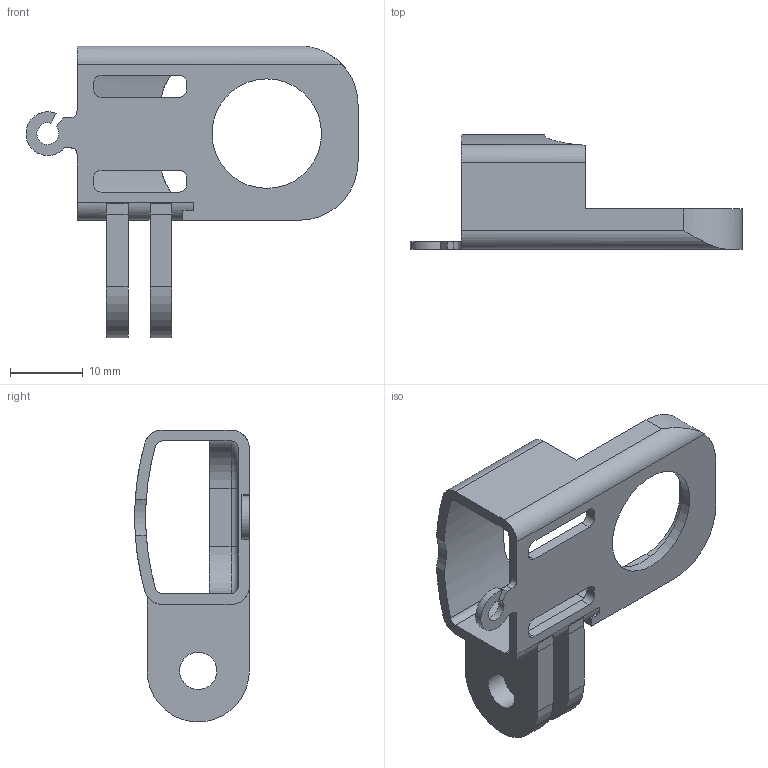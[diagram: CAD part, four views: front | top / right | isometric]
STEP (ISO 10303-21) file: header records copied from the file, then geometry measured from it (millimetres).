
FILE_DESCRIPTION(/* description */ (''),/* implementation_level */ '2;1');
FILE_NAME(/* name */ 'GoPro標準マウント改.step',/* time_stamp */ '2022-08-28T16:00:27+09:00',/* author */ (''),/* organization */ (''),/* preprocessor_version */ 'ST-DEVELOPER v19',/* originating_system */ 'Autodesk Translation Framework v11.7.0.108',/* authorisation */ '');
FILE_SCHEMA (('AUTOMOTIVE_DESIGN { 1 0 10303 214 3 1 1 }'));
Length unit declared in the file: millimetre
Products named in the file (1): (未保存)
Bounding box: 45.49 x 15.7 x 40 mm (x, y, z)
Volume: 3400.4 mm3; surface area: 4499.2 mm2
Topology: 1 solids, 1 shells, 84 faces, 248 edges, 164 vertices
Faces by surface type: plane 46, cylinder 34, bspline 2, torus 2
Full cylindrical faces by diameter (mm): 5.1 x2, 15 x1
Entity records: 2965 total; most frequent: CARTESIAN_POINT 634, ORIENTED_EDGE 496, DIRECTION 470, EDGE_CURVE 248, VERTEX_POINT 164, AXIS2_PLACEMENT_3D 158, LINE 154, VECTOR 154
